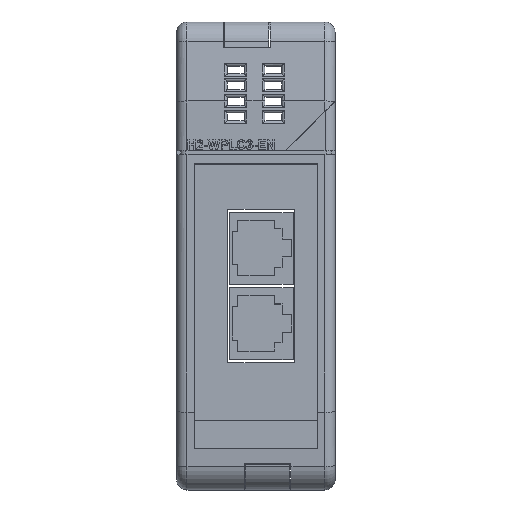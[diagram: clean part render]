
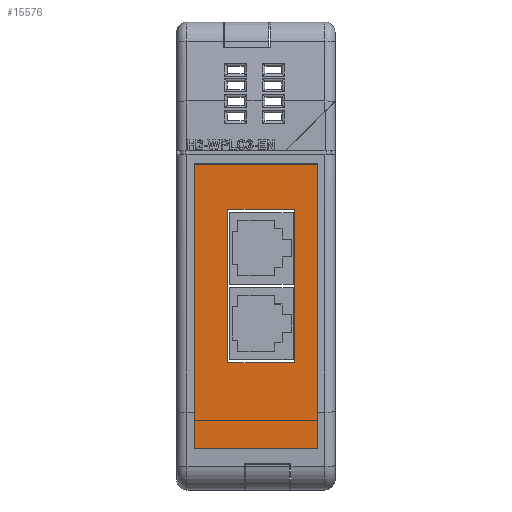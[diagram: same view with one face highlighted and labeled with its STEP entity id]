
A CAD part, top view. The second image highlights one B-rep face of the part: STEP entity #15576.
In plain terms, the highlighted planar face has unit normal (0, 0, 1).
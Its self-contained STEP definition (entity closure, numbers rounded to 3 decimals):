
#4302 = CARTESIAN_POINT ( 'NONE',  ( 3.875, -32.602, 3.614 ) ) ;
#4303 = CARTESIAN_POINT ( 'NONE',  ( 3.875, 22.148, 3.614 ) ) ;
#4304 = DIRECTION ( 'NONE',  ( 0., -1., 0. ) ) ;
#4305 = VECTOR ( 'NONE', #4304, 1000. ) ;
#4306 = CARTESIAN_POINT ( 'NONE',  ( 3.875, -32.602, 3.614 ) ) ;
#4307 = LINE ( 'NONE', #4306, #4305 ) ;
#4308 = DIRECTION ( 'NONE',  ( 1., 0., 0. ) ) ;
#4309 = VECTOR ( 'NONE', #4308, 1000. ) ;
#4310 = CARTESIAN_POINT ( 'NONE',  ( 10.375, -16.102, 3.614 ) ) ;
#4311 = LINE ( 'NONE', #4310, #4309 ) ;
#4312 = DIRECTION ( 'NONE',  ( 0., 1., 0. ) ) ;
#4313 = VECTOR ( 'NONE', #4312, 1000. ) ;
#4314 = CARTESIAN_POINT ( 'NONE',  ( 23.125, 13.398, 3.614 ) ) ;
#4315 = LINE ( 'NONE', #4314, #4313 ) ;
#4325 = PLANE ( 'NONE',  #4383 ) ;
#4341 = FACE_OUTER_BOUND ( 'NONE', #15550, .T. ) ;
#4342 = FACE_BOUND ( 'NONE', #15579, .T. ) ;
#4343 = CARTESIAN_POINT ( 'NONE',  ( 27.625, 22.148, 3.614 ) ) ;
#4344 = DIRECTION ( 'NONE',  ( 0., 1., 0. ) ) ;
#4345 = VECTOR ( 'NONE', #4344, 1000. ) ;
#4346 = CARTESIAN_POINT ( 'NONE',  ( 27.625, 34.27, 3.614 ) ) ;
#4347 = LINE ( 'NONE', #4346, #4345 ) ;
#4348 = CARTESIAN_POINT ( 'NONE',  ( 27.625, -32.602, 3.614 ) ) ;
#4349 = DIRECTION ( 'NONE',  ( 1., 0., 0. ) ) ;
#4350 = VECTOR ( 'NONE', #4349, 1000. ) ;
#4351 = CARTESIAN_POINT ( 'NONE',  ( 27.625, -32.602, 3.614 ) ) ;
#4352 = LINE ( 'NONE', #4351, #4350 ) ;
#4368 = CARTESIAN_POINT ( 'NONE',  ( 23.125, -16.102, 3.614 ) ) ;
#4369 = CARTESIAN_POINT ( 'NONE',  ( 23.125, 13.398, 3.614 ) ) ;
#4370 = DIRECTION ( 'NONE',  ( -1., 0., 0. ) ) ;
#4371 = VECTOR ( 'NONE', #4370, 1000. ) ;
#4372 = CARTESIAN_POINT ( 'NONE',  ( 10.375, 13.398, 3.614 ) ) ;
#4373 = LINE ( 'NONE', #4372, #4371 ) ;
#4374 = CARTESIAN_POINT ( 'NONE',  ( 10.375, -16.102, 3.614 ) ) ;
#4375 = CARTESIAN_POINT ( 'NONE',  ( 10.375, 13.398, 3.614 ) ) ;
#4376 = DIRECTION ( 'NONE',  ( 0., -1., 0. ) ) ;
#4377 = VECTOR ( 'NONE', #4376, 1000. ) ;
#4378 = CARTESIAN_POINT ( 'NONE',  ( 10.375, 13.398, 3.614 ) ) ;
#4379 = LINE ( 'NONE', #4378, #4377 ) ;
#4380 = DIRECTION ( 'NONE',  ( 1., 0., 0. ) ) ;
#4381 = DIRECTION ( 'NONE',  ( 0., 0., 1. ) ) ;
#4382 = CARTESIAN_POINT ( 'NONE',  ( 3.875, 22.148, 3.614 ) ) ;
#4383 = AXIS2_PLACEMENT_3D ( 'NONE', #4382, #4381, #4380 ) ;
#4431 = DIRECTION ( 'NONE',  ( -1., 0., 0. ) ) ;
#4432 = VECTOR ( 'NONE', #4431, 1000. ) ;
#4433 = CARTESIAN_POINT ( 'NONE',  ( 27.625, 22.148, 3.614 ) ) ;
#4434 = LINE ( 'NONE', #4433, #4432 ) ;
#15545 = EDGE_CURVE ( 'NONE', #15594, #15591, #4315, .T. ) ;
#15548 = ORIENTED_EDGE ( 'NONE', *, *, #15549, .F. ) ;
#15549 = EDGE_CURVE ( 'NONE', #15586, #15594, #4311, .T. ) ;
#15550 = EDGE_LOOP ( 'NONE', ( #15552, #15559, #15564, #15648 ) ) ;
#15552 = ORIENTED_EDGE ( 'NONE', *, *, #15554, .T. ) ;
#15554 = EDGE_CURVE ( 'NONE', #15555, #15557, #4307, .T. ) ;
#15555 = VERTEX_POINT ( 'NONE', #4303 ) ;
#15557 = VERTEX_POINT ( 'NONE', #4302 ) ;
#15559 = ORIENTED_EDGE ( 'NONE', *, *, #15560, .T. ) ;
#15560 = EDGE_CURVE ( 'NONE', #15557, #15563, #4352, .T. ) ;
#15563 = VERTEX_POINT ( 'NONE', #4348 ) ;
#15564 = ORIENTED_EDGE ( 'NONE', *, *, #15566, .T. ) ;
#15566 = EDGE_CURVE ( 'NONE', #15563, #15568, #4347, .T. ) ;
#15568 = VERTEX_POINT ( 'NONE', #4343 ) ;
#15576 = ADVANCED_FACE ( 'NONE', ( #4342, #4341 ), #4325, .T. ) ;
#15579 = EDGE_LOOP ( 'NONE', ( #15581, #15587, #15592, #15548 ) ) ;
#15581 = ORIENTED_EDGE ( 'NONE', *, *, #15582, .F. ) ;
#15582 = EDGE_CURVE ( 'NONE', #15584, #15586, #4379, .T. ) ;
#15584 = VERTEX_POINT ( 'NONE', #4375 ) ;
#15586 = VERTEX_POINT ( 'NONE', #4374 ) ;
#15587 = ORIENTED_EDGE ( 'NONE', *, *, #15589, .F. ) ;
#15589 = EDGE_CURVE ( 'NONE', #15591, #15584, #4373, .T. ) ;
#15591 = VERTEX_POINT ( 'NONE', #4369 ) ;
#15592 = ORIENTED_EDGE ( 'NONE', *, *, #15545, .F. ) ;
#15594 = VERTEX_POINT ( 'NONE', #4368 ) ;
#15648 = ORIENTED_EDGE ( 'NONE', *, *, #15649, .T. ) ;
#15649 = EDGE_CURVE ( 'NONE', #15568, #15555, #4434, .T. ) ;
